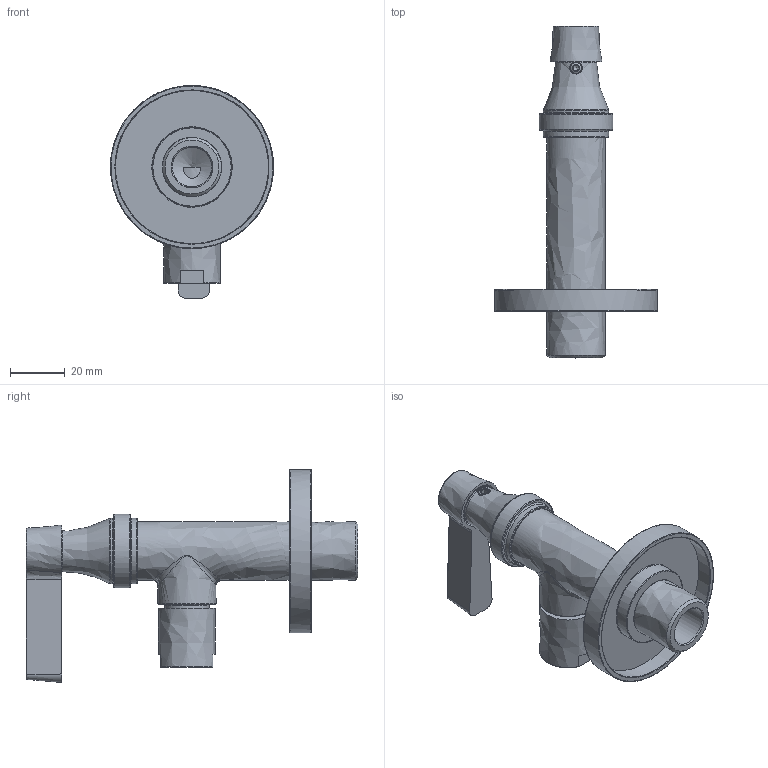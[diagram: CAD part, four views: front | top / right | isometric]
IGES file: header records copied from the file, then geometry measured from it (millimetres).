
Global section: file name: V690-M; native system: Autodesk Inventor 2014; preprocessor: unknown; author: adaniels; date: 20140227.160130; units: millimetre
Bounding box: 59.6 x 121.3 x 77.82 mm (x, y, z)
Volume: 52626.2 mm3; surface area: 32807.7 mm2
Topology: 8 solids, 11 shells, 316 faces, 871 edges, 595 vertices
Faces by surface type: bspline 316
